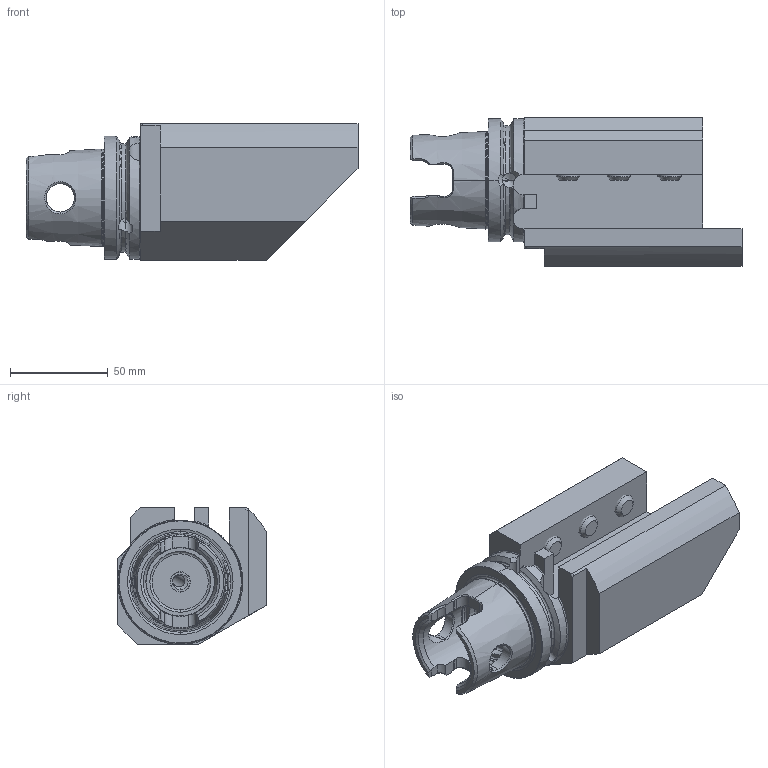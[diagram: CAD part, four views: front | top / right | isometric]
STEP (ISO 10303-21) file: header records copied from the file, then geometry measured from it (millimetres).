
FILE_DESCRIPTION (( 'STEP AP203' ), '1' );
FILE_NAME ('KY6.V25.L11.130.STEP', '2018-02-14T08:51:29', ( 'SWIAdmin' ), ( 'Hewlett-Packard Company' ), 'SwSTEP 2.0', 'SolidWorks 2017', '' );
FILE_SCHEMA (( 'CONFIG_CONTROL_DESIGN' ));
Length unit declared in the file: millimetre
Products named in the file (7): DIN 3771 - 8x1.5; KU1-U12.002.010; KY6.V25.L11.130; KY6-V25.L11.130_D_Ohne Beschriftung; ISO 4026 - M12 x 25; KU1-U12.003.010_A; KU1-U12.002.010_A
Assembly tree (8 placements, depth 3):
  KY6.V25.L11.130
    KY6-V25.L11.130_D_Ohne Beschriftung
    ISO 4026 - M12 x 25  x3
    KU1-U12.002.010
      KU1-U12.003.010_A
      KU1-U12.002.010_A
      DIN 3771 - 8x1.5
Bounding box: 169.95 x 76 x 70 mm (x, y, z)
Volume: 431829.4 mm3; surface area: 60599.9 mm2
Topology: 7 solids, 7 shells, 309 faces, 808 edges, 507 vertices
Faces by surface type: plane 104, cylinder 77, cone 69, bspline 30, torus 25, sphere 4
Entity records: 11851 total; most frequent: CARTESIAN_POINT 4534, ORIENTED_EDGE 1462, DIRECTION 1242, EDGE_CURVE 731, AXIS2_PLACEMENT_3D 494, VERTEX_POINT 464, EDGE_LOOP 299, ADVANCED_FACE 279
